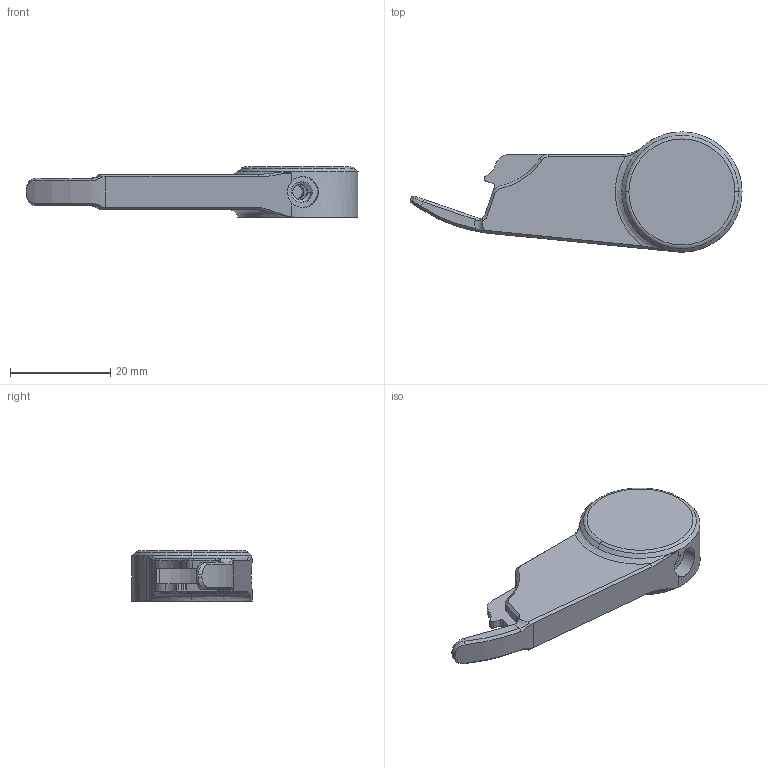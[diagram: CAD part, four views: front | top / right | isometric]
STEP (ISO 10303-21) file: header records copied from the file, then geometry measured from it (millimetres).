
FILE_DESCRIPTION (( 'STEP AP214' ), '1' );
FILE_NAME ('Guard.STEP', '2024-10-08T19:51:56', ( '' ), ( '' ), 'SwSTEP 2.0', 'SolidWorks 2024', '' );
FILE_SCHEMA (( 'AUTOMOTIVE_DESIGN' ));
Length unit declared in the file: millimetre
Products named in the file (1): Guard
Bounding box: 66.3 x 24 x 10 mm (x, y, z)
Volume: 6982.6 mm3; surface area: 3609.9 mm2
Topology: 1 solids, 1 shells, 107 faces, 261 edges, 157 vertices
Faces by surface type: cylinder 30, plane 30, cone 20, bspline 17, torus 10
Entity records: 5399 total; most frequent: CARTESIAN_POINT 3000, ORIENTED_EDGE 520, DIRECTION 451, EDGE_CURVE 260, AXIS2_PLACEMENT_3D 181, VERTEX_POINT 157, EDGE_LOOP 111, FACE_OUTER_BOUND 107
